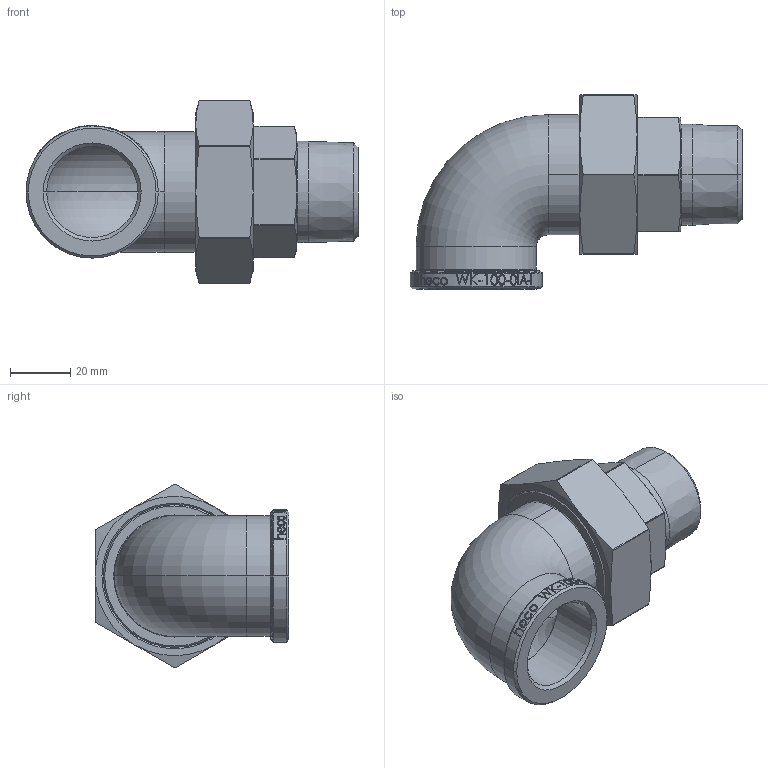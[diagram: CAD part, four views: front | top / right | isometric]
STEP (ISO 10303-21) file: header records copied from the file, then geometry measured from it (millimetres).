
FILE_DESCRIPTION (( 'STEP AP214' ), '1' );
FILE_NAME ('WK-100-0IA-I 1709.STEP', '2017-09-28T09:03:28', ( '' ), ( '' ), 'SwSTEP 2.0', 'SolidWorks 2016', '' );
FILE_SCHEMA (( 'AUTOMOTIVE_DESIGN' ));
Length unit declared in the file: millimetre
Products named in the file (1): WK-100-0IA-I 1709
Bounding box: 110.4 x 64.5 x 61.11 mm (x, y, z)
Volume: 74222.9 mm3; surface area: 31441 mm2
Topology: 1 solids, 1 shells, 298 faces, 731 edges, 467 vertices
Faces by surface type: bspline 84, cylinder 77, plane 77, cone 34, torus 26
Entity records: 22978 total; most frequent: CARTESIAN_POINT 13625, ORIENTED_EDGE 1462, DIRECTION 1040, EDGE_CURVE 731, VERTEX_POINT 467, AXIS2_PLACEMENT_3D 438, EDGE_LOOP 332, B_SPLINE_CURVE_WITH_KNOTS 308
